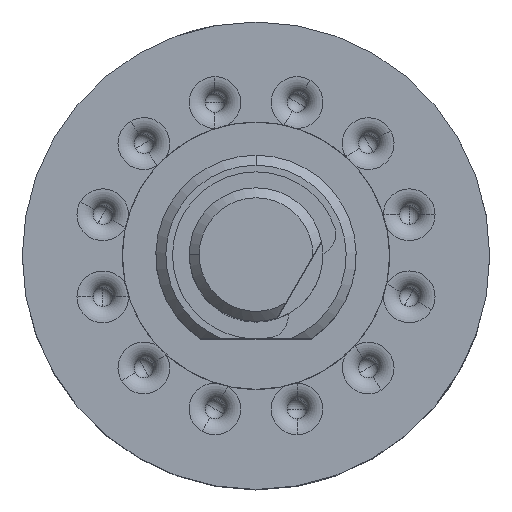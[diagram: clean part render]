
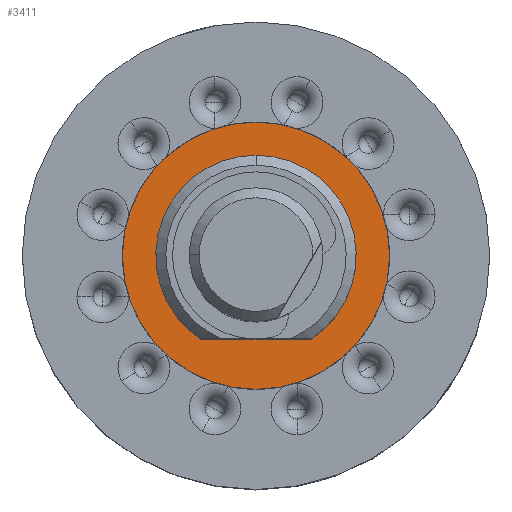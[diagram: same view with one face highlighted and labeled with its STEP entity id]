
A CAD part, top view. The second image highlights one B-rep face of the part: STEP entity #3411.
In plain terms, the highlighted planar face has unit normal (0, 0, 1).
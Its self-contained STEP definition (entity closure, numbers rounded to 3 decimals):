
#564 = CIRCLE ( 'NONE', #4401, 4. ) ;
#1634 = AXIS2_PLACEMENT_3D ( 'NONE', #2638, #11552, #11498 ) ;
#2058 = FACE_OUTER_BOUND ( 'NONE', #16177, .T. ) ;
#2638 = CARTESIAN_POINT ( 'NONE',  ( 0., 0., 0. ) ) ;
#2728 = ORIENTED_EDGE ( 'NONE', *, *, #3594, .F. ) ;
#3411 = ADVANCED_FACE ( 'NONE', ( #18531, #2058 ), #15113, .T. ) ;
#3594 = EDGE_CURVE ( 'NONE', #12795, #7975, #5303, .T. ) ;
#3651 = DIRECTION ( 'NONE',  ( 0., -1., 0. ) ) ;
#4008 = VERTEX_POINT ( 'NONE', #18441 ) ;
#4015 = CARTESIAN_POINT ( 'NONE',  ( 0., 0., 0. ) ) ;
#4401 = AXIS2_PLACEMENT_3D ( 'NONE', #14628, #10181, #5882 ) ;
#4791 = EDGE_LOOP ( 'NONE', ( #18956, #2728, #9519 ) ) ;
#5069 = DIRECTION ( 'NONE',  ( 0., 0., 1. ) ) ;
#5266 = AXIS2_PLACEMENT_3D ( 'NONE', #6382, #5069, #3651 ) ;
#5303 = CIRCLE ( 'NONE', #15924, 3. ) ;
#5333 = EDGE_CURVE ( 'NONE', #9269, #4008, #17292, .T. ) ;
#5882 = DIRECTION ( 'NONE',  ( 0., -1., 0. ) ) ;
#6382 = CARTESIAN_POINT ( 'NONE',  ( 0., 0., 0. ) ) ;
#6861 = CARTESIAN_POINT ( 'NONE',  ( -1.658, -2.5, 0. ) ) ;
#7080 = VECTOR ( 'NONE', #8313, 1000. ) ;
#7883 = CARTESIAN_POINT ( 'NONE',  ( 1.658, -2.5, 0. ) ) ;
#7902 = EDGE_CURVE ( 'NONE', #10107, #7975, #12063, .T. ) ;
#7975 = VERTEX_POINT ( 'NONE', #6861 ) ;
#8020 = ORIENTED_EDGE ( 'NONE', *, *, #9426, .T. ) ;
#8313 = DIRECTION ( 'NONE',  ( -1., 0., 0. ) ) ;
#8592 = CIRCLE ( 'NONE', #1634, 3. ) ;
#9269 = VERTEX_POINT ( 'NONE', #9792 ) ;
#9307 = CARTESIAN_POINT ( 'NONE',  ( 0., 0., 0. ) ) ;
#9426 = EDGE_CURVE ( 'NONE', #4008, #9269, #564, .T. ) ;
#9519 = ORIENTED_EDGE ( 'NONE', *, *, #17678, .F. ) ;
#9792 = CARTESIAN_POINT ( 'NONE',  ( 0., 4., 0. ) ) ;
#9995 = DIRECTION ( 'NONE',  ( 0., -1., 0. ) ) ;
#10107 = VERTEX_POINT ( 'NONE', #7883 ) ;
#10181 = DIRECTION ( 'NONE',  ( 0., 0., 1. ) ) ;
#11498 = DIRECTION ( 'NONE',  ( 0., -1., 0. ) ) ;
#11552 = DIRECTION ( 'NONE',  ( 0., 0., 1. ) ) ;
#12063 = LINE ( 'NONE', #18491, #7080 ) ;
#12330 = CARTESIAN_POINT ( 'NONE',  ( 0., 3., 0. ) ) ;
#12795 = VERTEX_POINT ( 'NONE', #12330 ) ;
#14628 = CARTESIAN_POINT ( 'NONE',  ( 0., 0., 0. ) ) ;
#15053 = DIRECTION ( 'NONE',  ( 0., 0., 1. ) ) ;
#15113 = PLANE ( 'NONE',  #5266 ) ;
#15788 = DIRECTION ( 'NONE',  ( 0., 0., 1. ) ) ;
#15924 = AXIS2_PLACEMENT_3D ( 'NONE', #4015, #15788, #9995 ) ;
#16177 = EDGE_LOOP ( 'NONE', ( #18436, #8020 ) ) ;
#16602 = DIRECTION ( 'NONE',  ( 0., -1., 0. ) ) ;
#16675 = AXIS2_PLACEMENT_3D ( 'NONE', #9307, #15053, #16602 ) ;
#17292 = CIRCLE ( 'NONE', #16675, 4. ) ;
#17678 = EDGE_CURVE ( 'NONE', #10107, #12795, #8592, .T. ) ;
#18436 = ORIENTED_EDGE ( 'NONE', *, *, #5333, .T. ) ;
#18441 = CARTESIAN_POINT ( 'NONE',  ( 0., -4., 0. ) ) ;
#18491 = CARTESIAN_POINT ( 'NONE',  ( 0., -2.5, 0. ) ) ;
#18531 = FACE_BOUND ( 'NONE', #4791, .T. ) ;
#18956 = ORIENTED_EDGE ( 'NONE', *, *, #7902, .T. ) ;
